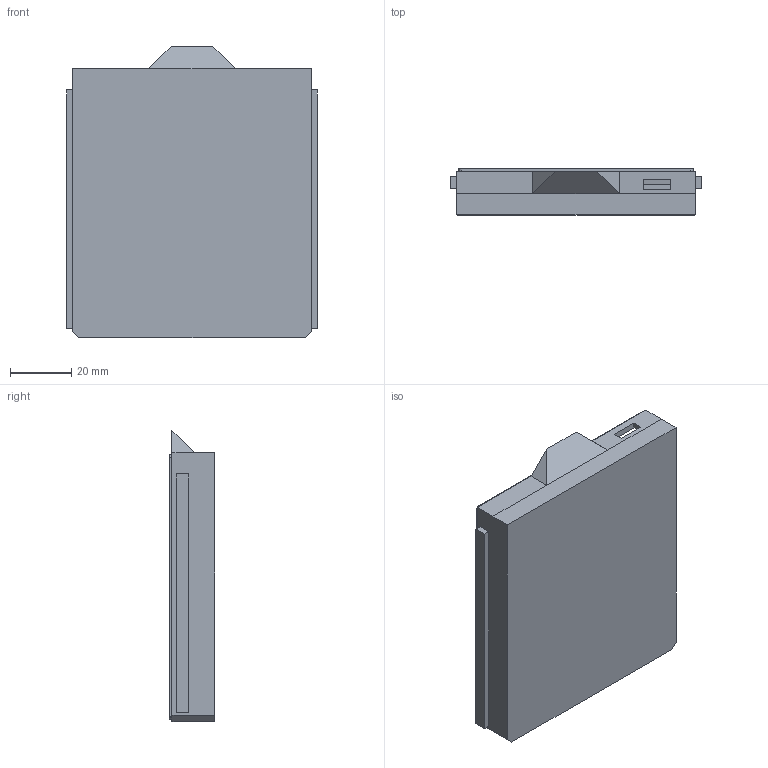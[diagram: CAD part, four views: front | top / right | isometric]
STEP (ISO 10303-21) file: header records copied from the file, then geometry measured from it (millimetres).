
FILE_DESCRIPTION(/* description */ (''),/* implementation_level */ '2;1');
FILE_NAME(/* name */ '2LVL_battery_NYLON_PA12.step',/* time_stamp */ '2022-10-14T19:31:57+03:00',/* author */ (''),/* organization */ (''),/* preprocessor_version */ 'ST-DEVELOPER v19',/* originating_system */ 'Autodesk Translation Framework v11.7.0.108',/* authorisation */ '');
FILE_SCHEMA (('AUTOMOTIVE_DESIGN { 1 0 10303 214 3 1 1 }'));
Length unit declared in the file: millimetre
Products named in the file (1): iykujhfaegsrdgfhjk
Bounding box: 82 x 14.9 x 95.25 mm (x, y, z)
Volume: 24015.9 mm3; surface area: 24074.7 mm2
Topology: 1 solids, 1 shells, 61 faces, 163 edges, 108 vertices
Faces by surface type: plane 51, cylinder 10
Entity records: 1946 total; most frequent: CARTESIAN_POINT 333, ORIENTED_EDGE 326, DIRECTION 307, EDGE_CURVE 163, LINE 143, VECTOR 143, VERTEX_POINT 108, AXIS2_PLACEMENT_3D 82
